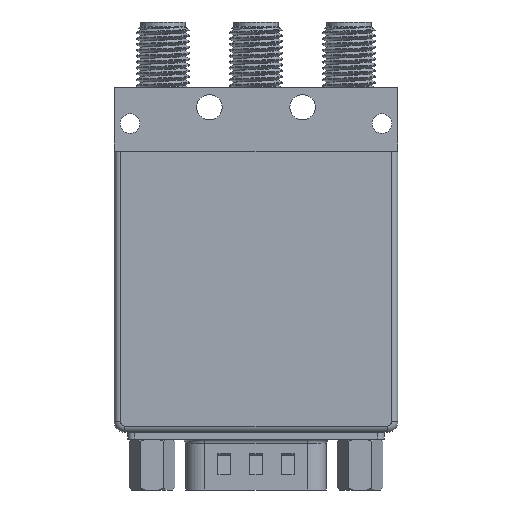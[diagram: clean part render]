
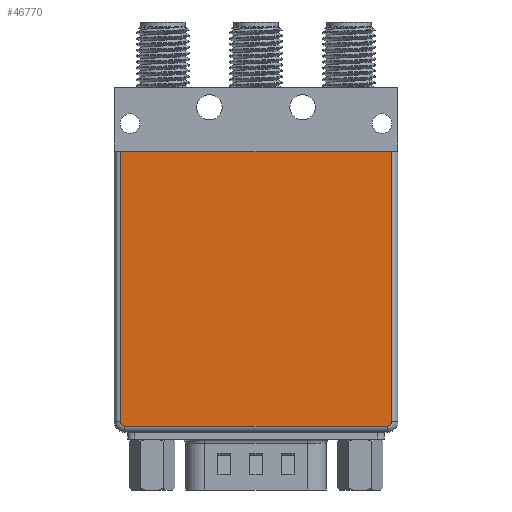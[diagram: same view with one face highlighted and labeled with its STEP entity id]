
A CAD part, front view. The second image highlights one B-rep face of the part: STEP entity #46770.
In plain terms, the highlighted planar face has unit normal (0, -1, 0).
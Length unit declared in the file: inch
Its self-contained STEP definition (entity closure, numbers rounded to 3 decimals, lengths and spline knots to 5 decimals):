
#328 = VECTOR ( 'NONE', #7927, 39.37008 ) ;
#888 = CIRCLE ( 'NONE', #27230, 0.02 ) ;
#1555 = EDGE_CURVE ( 'NONE', #18743, #26071, #24211, .T. ) ;
#2058 = CARTESIAN_POINT ( 'NONE',  ( 0., -0.26, 0. ) ) ;
#4152 = CARTESIAN_POINT ( 'NONE',  ( 0.62, -0.26, -0.765 ) ) ;
#4569 = CARTESIAN_POINT ( 'NONE',  ( 0.62, -0.26, -0.785 ) ) ;
#5092 = CARTESIAN_POINT ( 'NONE',  ( -0.64, -0.26, -0.765 ) ) ;
#6846 = ORIENTED_EDGE ( 'NONE', *, *, #36296, .T. ) ;
#7193 = VERTEX_POINT ( 'NONE', #4569 ) ;
#7927 = DIRECTION ( 'NONE',  ( 0., 0., 1. ) ) ;
#10024 = LINE ( 'NONE', #53596, #328 ) ;
#10734 = AXIS2_PLACEMENT_3D ( 'NONE', #4152, #45823, #20994 ) ;
#12927 = EDGE_LOOP ( 'NONE', ( #42049, #6846, #22626, #39189, #41794, #52309 ) ) ;
#13892 = VECTOR ( 'NONE', #15990, 39.37008 ) ;
#15186 = EDGE_CURVE ( 'NONE', #35168, #32942, #888, .T. ) ;
#15442 = CARTESIAN_POINT ( 'NONE',  ( -0.62, -0.26, -0.785 ) ) ;
#15742 = EDGE_CURVE ( 'NONE', #32942, #7193, #30719, .T. ) ;
#15990 = DIRECTION ( 'NONE',  ( 1., 0., 0. ) ) ;
#16001 = VECTOR ( 'NONE', #34087, 39.37008 ) ;
#17108 = VECTOR ( 'NONE', #36975, 39.37008 ) ;
#18743 = VERTEX_POINT ( 'NONE', #37218 ) ;
#18805 = DIRECTION ( 'NONE',  ( 0., -1., 0. ) ) ;
#19602 = CARTESIAN_POINT ( 'NONE',  ( 0.62, -0.26, -0.785 ) ) ;
#20994 = DIRECTION ( 'NONE',  ( 0., 0., -1. ) ) ;
#22017 = VERTEX_POINT ( 'NONE', #33966 ) ;
#22626 = ORIENTED_EDGE ( 'NONE', *, *, #15186, .T. ) ;
#24211 = LINE ( 'NONE', #44779, #17108 ) ;
#24856 = AXIS2_PLACEMENT_3D ( 'NONE', #2058, #43355, #39719 ) ;
#26071 = VERTEX_POINT ( 'NONE', #50776 ) ;
#27230 = AXIS2_PLACEMENT_3D ( 'NONE', #39441, #18805, #43259 ) ;
#28976 = LINE ( 'NONE', #5092, #16001 ) ;
#30719 = LINE ( 'NONE', #19602, #13892 ) ;
#32942 = VERTEX_POINT ( 'NONE', #15442 ) ;
#33966 = CARTESIAN_POINT ( 'NONE',  ( 0.64, -0.26, -0.765 ) ) ;
#34087 = DIRECTION ( 'NONE',  ( 0., 0., -1. ) ) ;
#34289 = EDGE_CURVE ( 'NONE', #7193, #22017, #36354, .T. ) ;
#35168 = VERTEX_POINT ( 'NONE', #39522 ) ;
#36296 = EDGE_CURVE ( 'NONE', #18743, #35168, #28976, .T. ) ;
#36354 = CIRCLE ( 'NONE', #10734, 0.02 ) ;
#36975 = DIRECTION ( 'NONE',  ( 1., 0., 0. ) ) ;
#37218 = CARTESIAN_POINT ( 'NONE',  ( -0.64, -0.26, 0.515 ) ) ;
#37913 = EDGE_CURVE ( 'NONE', #22017, #26071, #10024, .T. ) ;
#39189 = ORIENTED_EDGE ( 'NONE', *, *, #15742, .T. ) ;
#39191 = PLANE ( 'NONE',  #24856 ) ;
#39441 = CARTESIAN_POINT ( 'NONE',  ( -0.62, -0.26, -0.765 ) ) ;
#39522 = CARTESIAN_POINT ( 'NONE',  ( -0.64, -0.26, -0.765 ) ) ;
#39719 = DIRECTION ( 'NONE',  ( 0., 0., -1. ) ) ;
#41794 = ORIENTED_EDGE ( 'NONE', *, *, #34289, .T. ) ;
#42049 = ORIENTED_EDGE ( 'NONE', *, *, #1555, .F. ) ;
#43259 = DIRECTION ( 'NONE',  ( 0., 0., -1. ) ) ;
#43355 = DIRECTION ( 'NONE',  ( 0., -1., 0. ) ) ;
#44779 = CARTESIAN_POINT ( 'NONE',  ( 0., -0.26, 0.515 ) ) ;
#45823 = DIRECTION ( 'NONE',  ( 0., -1., 0. ) ) ;
#46770 = ADVANCED_FACE ( 'NONE', ( #49702 ), #39191, .T. ) ;
#49702 = FACE_OUTER_BOUND ( 'NONE', #12927, .T. ) ;
#50776 = CARTESIAN_POINT ( 'NONE',  ( 0.64, -0.26, 0.515 ) ) ;
#52309 = ORIENTED_EDGE ( 'NONE', *, *, #37913, .T. ) ;
#53596 = CARTESIAN_POINT ( 'NONE',  ( 0.64, -0.26, 0.515 ) ) ;
